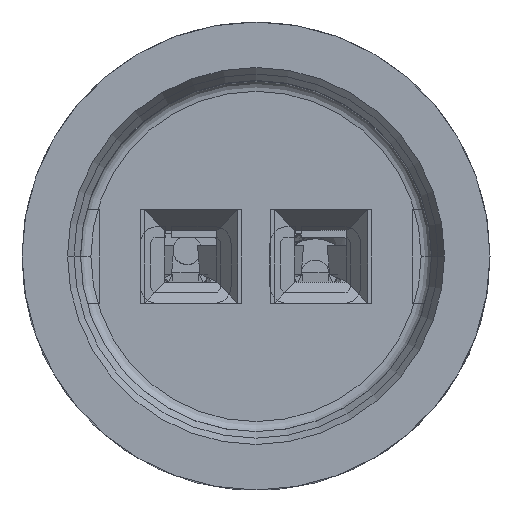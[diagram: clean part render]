
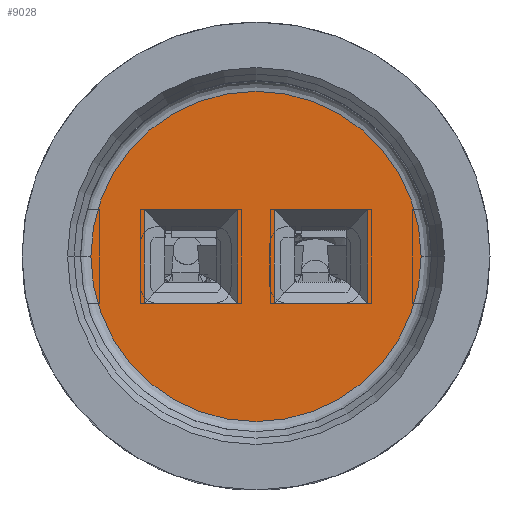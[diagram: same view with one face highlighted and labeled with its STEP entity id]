
A CAD part, top view. The second image highlights one B-rep face of the part: STEP entity #9028.
In plain terms, the highlighted planar face has unit normal (0, 0, 1).
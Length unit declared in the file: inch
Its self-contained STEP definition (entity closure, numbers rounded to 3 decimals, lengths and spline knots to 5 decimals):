
#1512 = EDGE_CURVE ( 'NONE', #17067, #10216, #3934, .T. ) ;
#1836 = CARTESIAN_POINT ( 'NONE',  ( -0.086, 0.036, -0.2 ) ) ;
#2511 = ORIENTED_EDGE ( 'NONE', *, *, #22048, .T. ) ;
#3067 = CARTESIAN_POINT ( 'NONE',  ( 0., 0., -0.2 ) ) ;
#3152 = FACE_BOUND ( 'NONE', #13324, .T. ) ;
#3259 = DIRECTION ( 'NONE',  ( -1., 0., 0. ) ) ;
#3588 = AXIS2_PLACEMENT_3D ( 'NONE', #3067, #15677, #20662 ) ;
#3934 = LINE ( 'NONE', #1836, #4144 ) ;
#3944 = CARTESIAN_POINT ( 'NONE',  ( 0.014, 0.036, -0.2 ) ) ;
#4065 = ORIENTED_EDGE ( 'NONE', *, *, #24990, .F. ) ;
#4144 = VECTOR ( 'NONE', #3259, 39.37008 ) ;
#4512 = ORIENTED_EDGE ( 'NONE', *, *, #24288, .T. ) ;
#4574 = LINE ( 'NONE', #5978, #9287 ) ;
#5153 = VERTEX_POINT ( 'NONE', #9626 ) ;
#5272 = DIRECTION ( 'NONE',  ( -1., 0., 0. ) ) ;
#5978 = CARTESIAN_POINT ( 'NONE',  ( -0.086, -0.036, -0.2 ) ) ;
#5992 = DIRECTION ( 'NONE',  ( -1., 0., 0. ) ) ;
#6334 = PLANE ( 'NONE',  #20900 ) ;
#6496 = VERTEX_POINT ( 'NONE', #25748 ) ;
#6590 = EDGE_CURVE ( 'NONE', #6496, #13493, #16391, .T. ) ;
#6714 = CARTESIAN_POINT ( 'NONE',  ( -0.014, 0.036, -0.2 ) ) ;
#6791 = DIRECTION ( 'NONE',  ( 0., 0., -1. ) ) ;
#6864 = CARTESIAN_POINT ( 'NONE',  ( -0.014, 0.036, -0.2 ) ) ;
#6874 = EDGE_LOOP ( 'NONE', ( #17805, #8102, #20601, #4065 ) ) ;
#7522 = CARTESIAN_POINT ( 'NONE',  ( -0.127, 0., -0.2 ) ) ;
#7562 = VECTOR ( 'NONE', #8009, 39.37008 ) ;
#7808 = LINE ( 'NONE', #13304, #16602 ) ;
#7916 = CARTESIAN_POINT ( 'NONE',  ( 0., 0., -0.2 ) ) ;
#7931 = LINE ( 'NONE', #19356, #24928 ) ;
#8006 = CARTESIAN_POINT ( 'NONE',  ( 0., 0., -0.2 ) ) ;
#8009 = DIRECTION ( 'NONE',  ( 0., 1., 0. ) ) ;
#8082 = CARTESIAN_POINT ( 'NONE',  ( -0.014, -0.036, -0.2 ) ) ;
#8102 = ORIENTED_EDGE ( 'NONE', *, *, #1512, .F. ) ;
#8158 = LINE ( 'NONE', #23137, #12900 ) ;
#8623 = EDGE_CURVE ( 'NONE', #17498, #17067, #23358, .T. ) ;
#9028 = ADVANCED_FACE ( 'NONE', ( #3152, #12538, #11887 ), #6334, .F. ) ;
#9287 = VECTOR ( 'NONE', #10039, 39.37008 ) ;
#9626 = CARTESIAN_POINT ( 'NONE',  ( 0.014, 0.036, -0.2 ) ) ;
#10039 = DIRECTION ( 'NONE',  ( 1., 0., 0. ) ) ;
#10216 = VERTEX_POINT ( 'NONE', #20264 ) ;
#10365 = VECTOR ( 'NONE', #20501, 39.37008 ) ;
#11415 = DIRECTION ( 'NONE',  ( 1., 0., 0. ) ) ;
#11816 = EDGE_LOOP ( 'NONE', ( #13902, #21935 ) ) ;
#11887 = FACE_BOUND ( 'NONE', #6874, .T. ) ;
#12284 = LINE ( 'NONE', #3944, #7562 ) ;
#12371 = ORIENTED_EDGE ( 'NONE', *, *, #24671, .T. ) ;
#12426 = DIRECTION ( 'NONE',  ( -1., 0., 0. ) ) ;
#12538 = FACE_OUTER_BOUND ( 'NONE', #11816, .T. ) ;
#12635 = AXIS2_PLACEMENT_3D ( 'NONE', #7916, #18000, #5992 ) ;
#12636 = CARTESIAN_POINT ( 'NONE',  ( 0.014, -0.036, -0.2 ) ) ;
#12900 = VECTOR ( 'NONE', #25169, 39.37008 ) ;
#13266 = CARTESIAN_POINT ( 'NONE',  ( 0.086, -0.036, -0.2 ) ) ;
#13304 = CARTESIAN_POINT ( 'NONE',  ( 0.086, 0.036, -0.2 ) ) ;
#13324 = EDGE_LOOP ( 'NONE', ( #12371, #4512, #24642, #2511 ) ) ;
#13391 = CARTESIAN_POINT ( 'NONE',  ( -0.086, -0.036, -0.2 ) ) ;
#13493 = VERTEX_POINT ( 'NONE', #7522 ) ;
#13884 = VERTEX_POINT ( 'NONE', #13391 ) ;
#13902 = ORIENTED_EDGE ( 'NONE', *, *, #22024, .T. ) ;
#15583 = LINE ( 'NONE', #13266, #15606 ) ;
#15606 = VECTOR ( 'NONE', #5272, 39.37008 ) ;
#15677 = DIRECTION ( 'NONE',  ( 0., 0., 1. ) ) ;
#16391 = CIRCLE ( 'NONE', #3588, 0.127 ) ;
#16583 = VERTEX_POINT ( 'NONE', #16594 ) ;
#16594 = CARTESIAN_POINT ( 'NONE',  ( 0.086, 0.036, -0.2 ) ) ;
#16602 = VECTOR ( 'NONE', #24464, 39.37008 ) ;
#17067 = VERTEX_POINT ( 'NONE', #6714 ) ;
#17498 = VERTEX_POINT ( 'NONE', #8082 ) ;
#17805 = ORIENTED_EDGE ( 'NONE', *, *, #23777, .F. ) ;
#18000 = DIRECTION ( 'NONE',  ( 0., 0., 1. ) ) ;
#18337 = VERTEX_POINT ( 'NONE', #21858 ) ;
#19356 = CARTESIAN_POINT ( 'NONE',  ( 0.086, 0.036, -0.2 ) ) ;
#19547 = VERTEX_POINT ( 'NONE', #12636 ) ;
#20264 = CARTESIAN_POINT ( 'NONE',  ( -0.086, 0.036, -0.2 ) ) ;
#20501 = DIRECTION ( 'NONE',  ( 0., 1., 0. ) ) ;
#20601 = ORIENTED_EDGE ( 'NONE', *, *, #8623, .F. ) ;
#20662 = DIRECTION ( 'NONE',  ( -1., 0., 0. ) ) ;
#20672 = EDGE_CURVE ( 'NONE', #18337, #19547, #15583, .T. ) ;
#20900 = AXIS2_PLACEMENT_3D ( 'NONE', #8006, #6791, #12426 ) ;
#21858 = CARTESIAN_POINT ( 'NONE',  ( 0.086, -0.036, -0.2 ) ) ;
#21935 = ORIENTED_EDGE ( 'NONE', *, *, #6590, .T. ) ;
#22024 = EDGE_CURVE ( 'NONE', #13493, #6496, #24545, .T. ) ;
#22048 = EDGE_CURVE ( 'NONE', #19547, #5153, #12284, .T. ) ;
#23137 = CARTESIAN_POINT ( 'NONE',  ( -0.086, 0.036, -0.2 ) ) ;
#23358 = LINE ( 'NONE', #6864, #10365 ) ;
#23777 = EDGE_CURVE ( 'NONE', #10216, #13884, #8158, .T. ) ;
#24288 = EDGE_CURVE ( 'NONE', #16583, #18337, #7808, .T. ) ;
#24464 = DIRECTION ( 'NONE',  ( 0., -1., 0. ) ) ;
#24545 = CIRCLE ( 'NONE', #12635, 0.127 ) ;
#24642 = ORIENTED_EDGE ( 'NONE', *, *, #20672, .T. ) ;
#24671 = EDGE_CURVE ( 'NONE', #5153, #16583, #7931, .T. ) ;
#24928 = VECTOR ( 'NONE', #11415, 39.37008 ) ;
#24990 = EDGE_CURVE ( 'NONE', #13884, #17498, #4574, .T. ) ;
#25169 = DIRECTION ( 'NONE',  ( 0., -1., 0. ) ) ;
#25748 = CARTESIAN_POINT ( 'NONE',  ( 0.127, 0., -0.2 ) ) ;
